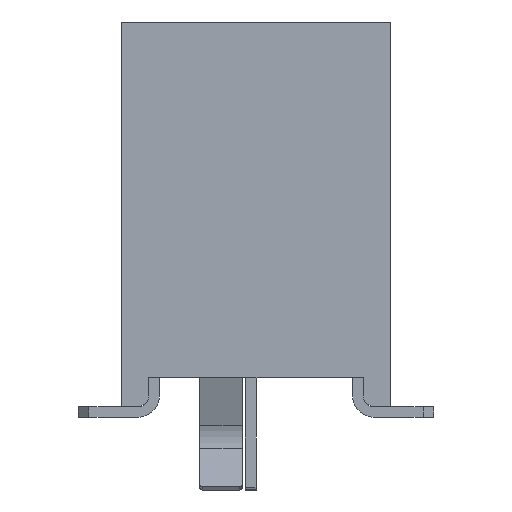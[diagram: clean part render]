
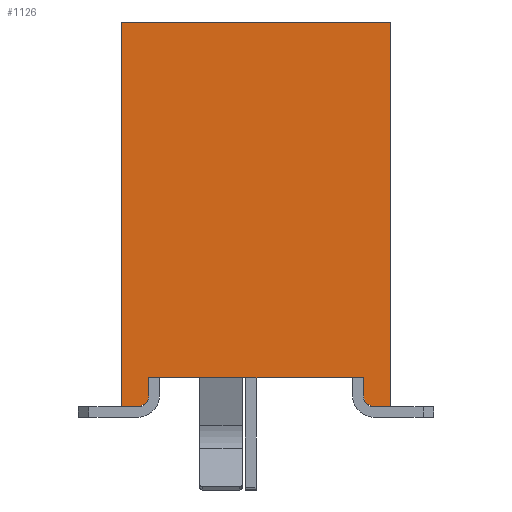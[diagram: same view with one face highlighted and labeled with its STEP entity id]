
A CAD part, left-side view. The second image highlights one B-rep face of the part: STEP entity #1126.
In plain terms, the highlighted planar face has unit normal (-1, 0, 0).
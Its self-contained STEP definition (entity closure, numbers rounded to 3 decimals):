
#1126 = ADVANCED_FACE( '', ( #2358 ), #2359, .T. );
#2358 = FACE_OUTER_BOUND( '', #3678, .T. );
#2359 = PLANE( '', #3679 );
#3678 = EDGE_LOOP( '', ( #7187, #7188, #7189, #7190, #7191, #7192, #7193, #7194, #7195, #7196 ) );
#3679 = AXIS2_PLACEMENT_3D( '', #7197, #7198, #7199 );
#7187 = ORIENTED_EDGE( '', *, *, #8697, .F. );
#7188 = ORIENTED_EDGE( '', *, *, #8929, .T. );
#7189 = ORIENTED_EDGE( '', *, *, #8184, .T. );
#7190 = ORIENTED_EDGE( '', *, *, #8758, .T. );
#7191 = ORIENTED_EDGE( '', *, *, #8416, .T. );
#7192 = ORIENTED_EDGE( '', *, *, #8678, .T. );
#7193 = ORIENTED_EDGE( '', *, *, #8930, .F. );
#7194 = ORIENTED_EDGE( '', *, *, #8081, .T. );
#7195 = ORIENTED_EDGE( '', *, *, #8826, .T. );
#7196 = ORIENTED_EDGE( '', *, *, #7671, .F. );
#7197 = CARTESIAN_POINT( '', ( -16.76, -2.54, -3.62 ) );
#7198 = DIRECTION( '', ( -1., 0., 0. ) );
#7199 = DIRECTION( '', ( 0., 0., 1. ) );
#7671 = EDGE_CURVE( '', #9215, #9216, #9217, .T. );
#8081 = EDGE_CURVE( '', #9888, #9889, #9890, .T. );
#8184 = EDGE_CURVE( '', #10047, #10048, #10049, .T. );
#8416 = EDGE_CURVE( '', #10400, #10398, #10401, .T. );
#8678 = EDGE_CURVE( '', #10398, #10748, #10749, .T. );
#8697 = EDGE_CURVE( '', #10769, #9215, #10771, .T. );
#8758 = EDGE_CURVE( '', #10048, #10400, #10839, .T. );
#8826 = EDGE_CURVE( '', #9889, #9216, #10917, .T. );
#8929 = EDGE_CURVE( '', #10769, #10047, #11028, .T. );
#8930 = EDGE_CURVE( '', #9888, #10748, #11029, .T. );
#9215 = VERTEX_POINT( '', #11414 );
#9216 = VERTEX_POINT( '', #11415 );
#9217 = LINE( '', #11416, #11417 );
#9888 = VERTEX_POINT( '', #12408 );
#9889 = VERTEX_POINT( '', #12409 );
#9890 = LINE( '', #12410, #12411 );
#10047 = VERTEX_POINT( '', #12646 );
#10048 = VERTEX_POINT( '', #12647 );
#10049 = LINE( '', #12648, #12649 );
#10398 = VERTEX_POINT( '', #13172 );
#10400 = VERTEX_POINT( '', #13175 );
#10401 = LINE( '', #13176, #13177 );
#10748 = VERTEX_POINT( '', #13716 );
#10749 = CIRCLE( '', #13717, 0.2 );
#10769 = VERTEX_POINT( '', #13746 );
#10771 = LINE( '', #13749, #13750 );
#10839 = LINE( '', #13854, #13855 );
#10917 = LINE( '', #13982, #13983 );
#11028 = CIRCLE( '', #14143, 0.2 );
#11029 = LINE( '', #14144, #14145 );
#11414 = CARTESIAN_POINT( '', ( -16.76, 2.54, -3.62 ) );
#11415 = CARTESIAN_POINT( '', ( -16.76, 2.54, 3.62 ) );
#11416 = CARTESIAN_POINT( '', ( -16.76, 2.54, -3.62 ) );
#11417 = VECTOR( '', #14336, 1000. );
#12408 = CARTESIAN_POINT( '', ( -16.76, -2.54, -3.62 ) );
#12409 = CARTESIAN_POINT( '', ( -16.76, -2.54, 3.62 ) );
#12410 = CARTESIAN_POINT( '', ( -16.76, -2.54, -3.62 ) );
#12411 = VECTOR( '', #14687, 1000. );
#12646 = CARTESIAN_POINT( '', ( -16.76, 2.02, -3.42 ) );
#12647 = CARTESIAN_POINT( '', ( -16.76, 2.02, -3.08 ) );
#12648 = CARTESIAN_POINT( '', ( -16.76, 2.02, -3.62 ) );
#12649 = VECTOR( '', #14766, 1000. );
#13172 = CARTESIAN_POINT( '', ( -16.76, -2.02, -3.42 ) );
#13175 = CARTESIAN_POINT( '', ( -16.76, -2.02, -3.08 ) );
#13176 = CARTESIAN_POINT( '', ( -16.76, -2.02, -3.62 ) );
#13177 = VECTOR( '', #14975, 1000. );
#13716 = CARTESIAN_POINT( '', ( -16.76, -2.22, -3.62 ) );
#13717 = AXIS2_PLACEMENT_3D( '', #15180, #15181, #15182 );
#13746 = CARTESIAN_POINT( '', ( -16.76, 2.22, -3.62 ) );
#13749 = CARTESIAN_POINT( '', ( -16.76, -2.54, -3.62 ) );
#13750 = VECTOR( '', #15196, 1000. );
#13854 = CARTESIAN_POINT( '', ( -16.76, -2.54, -3.08 ) );
#13855 = VECTOR( '', #15242, 1000. );
#13982 = CARTESIAN_POINT( '', ( -16.76, -2.54, 3.62 ) );
#13983 = VECTOR( '', #15292, 1000. );
#14143 = AXIS2_PLACEMENT_3D( '', #15336, #15337, #15338 );
#14144 = CARTESIAN_POINT( '', ( -16.76, -2.54, -3.62 ) );
#14145 = VECTOR( '', #15339, 1000. );
#14336 = DIRECTION( '', ( 0., 0., 1. ) );
#14687 = DIRECTION( '', ( 0., 0., 1. ) );
#14766 = DIRECTION( '', ( 0., 0., 1. ) );
#14975 = DIRECTION( '', ( 0., 0., -1. ) );
#15180 = CARTESIAN_POINT( '', ( -16.76, -2.22, -3.42 ) );
#15181 = DIRECTION( '', ( -1., 0., 0. ) );
#15182 = DIRECTION( '', ( 0., 0., 1. ) );
#15196 = DIRECTION( '', ( 0., 1., 0. ) );
#15242 = DIRECTION( '', ( 0., -1., 0. ) );
#15292 = DIRECTION( '', ( 0., 1., 0. ) );
#15336 = CARTESIAN_POINT( '', ( -16.76, 2.22, -3.42 ) );
#15337 = DIRECTION( '', ( -1., 0., 0. ) );
#15338 = DIRECTION( '', ( 0., 0., 1. ) );
#15339 = DIRECTION( '', ( 0., 1., 0. ) );
